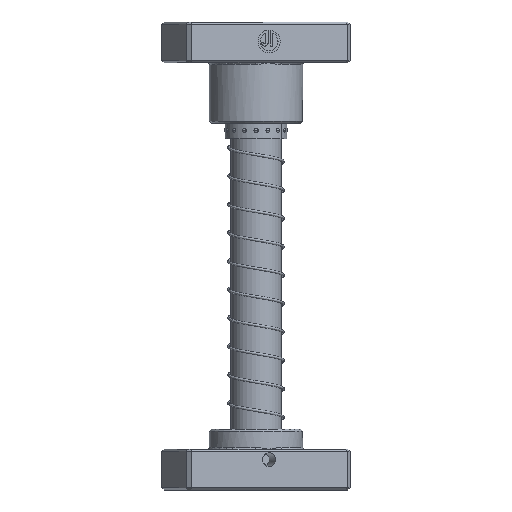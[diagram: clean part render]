
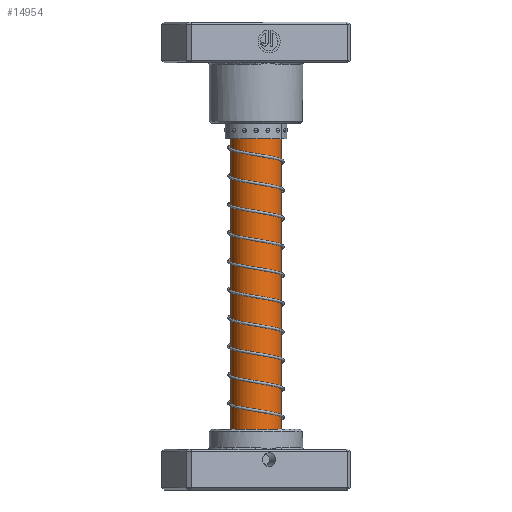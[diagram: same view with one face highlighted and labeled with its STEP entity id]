
A CAD part, front view. The second image highlights one B-rep face of the part: STEP entity #14954.
In plain terms, the highlighted cylindrical face has radius 12.5 mm (diameter 25 mm), a partial arc.
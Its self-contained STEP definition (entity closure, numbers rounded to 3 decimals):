
#3529 = CARTESIAN_POINT ( 'NONE',  ( -12.5, 0., 197.5 ) ) ;
#4189 = VERTEX_POINT ( 'NONE', #3529 ) ;
#4981 = CARTESIAN_POINT ( 'NONE',  ( -12.5, 0., 200. ) ) ;
#6369 = VERTEX_POINT ( 'NONE', #43195 ) ;
#7081 = CARTESIAN_POINT ( 'NONE',  ( 0., 0., 197.5 ) ) ;
#7280 = EDGE_CURVE ( 'NONE', #38957, #6369, #15502, .T. ) ;
#8516 = EDGE_LOOP ( 'NONE', ( #37756, #38547, #45310, #36332 ) ) ;
#9206 = DIRECTION ( 'NONE',  ( 0., 0., -1. ) ) ;
#10615 = DIRECTION ( 'NONE',  ( 1., 0., 0. ) ) ;
#11785 = EDGE_CURVE ( 'NONE', #4189, #37225, #25150, .T. ) ;
#12635 = DIRECTION ( 'NONE',  ( -1., 0., 0. ) ) ;
#14954 = ADVANCED_FACE ( 'NONE', ( #38643 ), #27886, .T. ) ;
#15502 = LINE ( 'NONE', #31174, #42082 ) ;
#15542 = VECTOR ( 'NONE', #37434, 1000. ) ;
#16603 = CARTESIAN_POINT ( 'NONE',  ( 0., 0., 200. ) ) ;
#19118 = CARTESIAN_POINT ( 'NONE',  ( 0., 0., 19. ) ) ;
#22765 = DIRECTION ( 'NONE',  ( -1., 0., 0. ) ) ;
#24251 = CIRCLE ( 'NONE', #38700, 12.5 ) ;
#25150 = LINE ( 'NONE', #4981, #15542 ) ;
#27879 = CIRCLE ( 'NONE', #34545, 12.5 ) ;
#27886 = CYLINDRICAL_SURFACE ( 'NONE', #42328, 12.5 ) ;
#31174 = CARTESIAN_POINT ( 'NONE',  ( 12.5, 0., 200. ) ) ;
#31771 = CARTESIAN_POINT ( 'NONE',  ( 12.5, 0., 197.5 ) ) ;
#32164 = EDGE_CURVE ( 'NONE', #38957, #4189, #24251, .T. ) ;
#32262 = DIRECTION ( 'NONE',  ( 0., 0., -1. ) ) ;
#34545 = AXIS2_PLACEMENT_3D ( 'NONE', #19118, #44408, #22765 ) ;
#34795 = DIRECTION ( 'NONE',  ( 0., 0., -1. ) ) ;
#36332 = ORIENTED_EDGE ( 'NONE', *, *, #37095, .F. ) ;
#37095 = EDGE_CURVE ( 'NONE', #6369, #37225, #27879, .T. ) ;
#37225 = VERTEX_POINT ( 'NONE', #38428 ) ;
#37434 = DIRECTION ( 'NONE',  ( 0., 0., -1. ) ) ;
#37756 = ORIENTED_EDGE ( 'NONE', *, *, #7280, .F. ) ;
#38428 = CARTESIAN_POINT ( 'NONE',  ( -12.5, 0., 19. ) ) ;
#38547 = ORIENTED_EDGE ( 'NONE', *, *, #32164, .T. ) ;
#38643 = FACE_OUTER_BOUND ( 'NONE', #8516, .T. ) ;
#38700 = AXIS2_PLACEMENT_3D ( 'NONE', #7081, #32262, #10615 ) ;
#38957 = VERTEX_POINT ( 'NONE', #31771 ) ;
#42082 = VECTOR ( 'NONE', #34795, 1000. ) ;
#42328 = AXIS2_PLACEMENT_3D ( 'NONE', #16603, #9206, #12635 ) ;
#43195 = CARTESIAN_POINT ( 'NONE',  ( 12.5, 0., 19. ) ) ;
#44408 = DIRECTION ( 'NONE',  ( 0., 0., -1. ) ) ;
#45310 = ORIENTED_EDGE ( 'NONE', *, *, #11785, .T. ) ;
